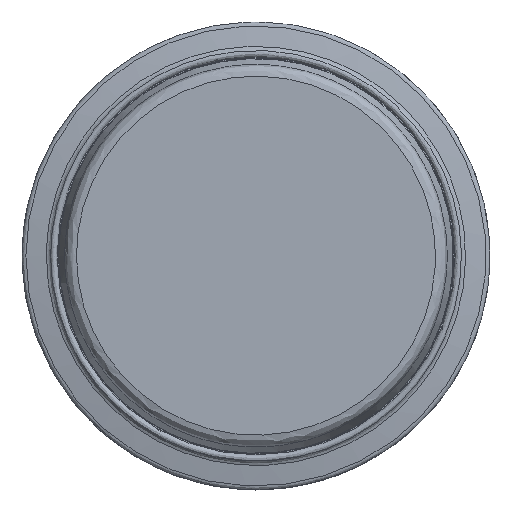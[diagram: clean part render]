
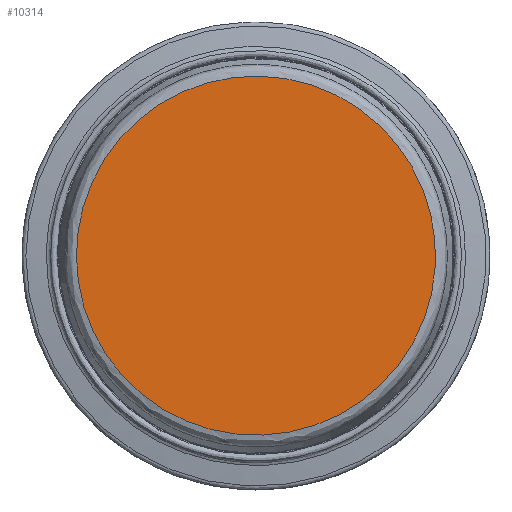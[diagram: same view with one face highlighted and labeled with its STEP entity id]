
A CAD part, top view. The second image highlights one B-rep face of the part: STEP entity #10314.
In plain terms, the highlighted planar face has unit normal (0, 0, 1).
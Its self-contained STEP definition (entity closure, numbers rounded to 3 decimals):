
#3718 = ( BOUNDED_SURFACE() B_SPLINE_SURFACE(2,10,(
    (#3719,#3720,#3721,#3722,#3723,#3724,#3725,#3726,#3727,#3728,#3729
      ,#3730,#3731,#3732,#3733,#3734,#3735,#3736,#3737,#3738)
    ,(#3739,#3740,#3741,#3742,#3743,#3744,#3745,#3746,#3747,#3748,#3749
      ,#3750,#3751,#3752,#3753,#3754,#3755,#3756,#3757,#3758)
    ,(#3759,#3760,#3761,#3762,#3763,#3764,#3765,#3766,#3767,#3768,#3769
      ,#3770,#3771,#3772,#3773,#3774,#3775,#3776,#3777,#3778
)),.UNSPECIFIED.,.F.,.T.,.F.) B_SPLINE_SURFACE_WITH_KNOTS((3,3),(11,9,11
    ),(0.,106.814),(0.,53.407,106.814),
.UNSPECIFIED.) GEOMETRIC_REPRESENTATION_ITEM() RATIONAL_B_SPLINE_SURFACE
((
    (1.,1.,1.,1.,1.,1.
      ,1.,1.,1.,1.,1.,1.,1.,1.,1.,1.,1.,1.,1.,1.)
    ,(0.539,0.539,0.539,0.539
      ,0.539,0.539,0.539,0.539
      ,0.539,0.539,0.539,0.539
      ,0.539,0.539,0.539,0.539
      ,0.539,0.539,0.539,0.539)
    ,(1.,1.,1.,1.,1.,1.
      ,1.,1.,1.,1.,1.,1.,1.,1.,1.,1.,1.,1.,1.,1.
))) REPRESENTATION_ITEM('') SURFACE() );
#3719 = CARTESIAN_POINT('',(-15.345,0.,17.));
#3720 = CARTESIAN_POINT('',(-15.345,-4.751,17.));
#3721 = CARTESIAN_POINT('',(-13.71,-9.574,17.));
#3722 = CARTESIAN_POINT('',(-10.359,-13.793,17.));
#3723 = CARTESIAN_POINT('',(-5.555,-16.666,17.));
#3724 = CARTESIAN_POINT('',(0.004,-17.646,17.));
#3725 = CARTESIAN_POINT('',(5.543,-16.643,17.));
#3726 = CARTESIAN_POINT('',(10.298,-13.801,17.));
#3727 = CARTESIAN_POINT('',(13.662,-9.642,17.));
#3728 = CARTESIAN_POINT('',(15.345,-4.821,17.));
#3729 = CARTESIAN_POINT('',(15.345,4.821,17.));
#3730 = CARTESIAN_POINT('',(13.662,9.642,17.));
#3731 = CARTESIAN_POINT('',(10.298,13.801,17.));
#3732 = CARTESIAN_POINT('',(5.543,16.643,17.));
#3733 = CARTESIAN_POINT('',(0.004,17.646,17.));
#3734 = CARTESIAN_POINT('',(-5.555,16.666,17.));
#3735 = CARTESIAN_POINT('',(-10.359,13.793,17.));
#3736 = CARTESIAN_POINT('',(-13.71,9.574,17.));
#3737 = CARTESIAN_POINT('',(-15.345,4.751,17.));
#3738 = CARTESIAN_POINT('',(-15.345,0.,17.));
#3739 = CARTESIAN_POINT('',(-16.907,0.,17.));
#3740 = CARTESIAN_POINT('',(-16.907,-5.235,17.));
#3741 = CARTESIAN_POINT('',(-15.106,-10.548,17.));
#3742 = CARTESIAN_POINT('',(-11.414,-15.196,17.));
#3743 = CARTESIAN_POINT('',(-6.121,-18.362,17.));
#3744 = CARTESIAN_POINT('',(0.004,-19.441,17.));
#3745 = CARTESIAN_POINT('',(6.107,-18.337,17.));
#3746 = CARTESIAN_POINT('',(11.345,-15.205,17.));
#3747 = CARTESIAN_POINT('',(15.052,-10.623,17.));
#3748 = CARTESIAN_POINT('',(16.907,-5.311,17.));
#3749 = CARTESIAN_POINT('',(16.907,5.311,17.));
#3750 = CARTESIAN_POINT('',(15.052,10.623,17.));
#3751 = CARTESIAN_POINT('',(11.345,15.205,17.));
#3752 = CARTESIAN_POINT('',(6.107,18.337,17.));
#3753 = CARTESIAN_POINT('',(0.004,19.441,17.));
#3754 = CARTESIAN_POINT('',(-6.121,18.362,17.));
#3755 = CARTESIAN_POINT('',(-11.414,15.196,17.));
#3756 = CARTESIAN_POINT('',(-15.106,10.548,17.));
#3757 = CARTESIAN_POINT('',(-16.907,5.235,17.));
#3758 = CARTESIAN_POINT('',(-16.907,0.,17.));
#3759 = CARTESIAN_POINT('',(-16.253,0.,
    15.582));
#3760 = CARTESIAN_POINT('',(-16.253,-5.032,
    15.582));
#3761 = CARTESIAN_POINT('',(-14.522,-10.141,
    15.582));
#3762 = CARTESIAN_POINT('',(-10.973,-14.609,
    15.582));
#3763 = CARTESIAN_POINT('',(-5.884,-17.653,
    15.582));
#3764 = CARTESIAN_POINT('',(0.004,-18.69,
    15.582));
#3765 = CARTESIAN_POINT('',(5.871,-17.628,
    15.582));
#3766 = CARTESIAN_POINT('',(10.907,-14.617,
    15.582));
#3767 = CARTESIAN_POINT('',(14.471,-10.212,
    15.582));
#3768 = CARTESIAN_POINT('',(16.253,-5.106,
    15.582));
#3769 = CARTESIAN_POINT('',(16.253,5.106,
    15.582));
#3770 = CARTESIAN_POINT('',(14.471,10.212,
    15.582));
#3771 = CARTESIAN_POINT('',(10.907,14.617,
    15.582));
#3772 = CARTESIAN_POINT('',(5.871,17.628,
    15.582));
#3773 = CARTESIAN_POINT('',(0.004,18.69,
    15.582));
#3774 = CARTESIAN_POINT('',(-5.884,17.653,
    15.582));
#3775 = CARTESIAN_POINT('',(-10.973,14.609,
    15.582));
#3776 = CARTESIAN_POINT('',(-14.522,10.141,
    15.582));
#3777 = CARTESIAN_POINT('',(-16.253,5.032,
    15.582));
#3778 = CARTESIAN_POINT('',(-16.253,0.,
    15.582));
#7909 = VERTEX_POINT('',#7910);
#7910 = CARTESIAN_POINT('',(-15.345,0.,17.));
#7933 = EDGE_CURVE('',#7909,#7909,#7934,.T.);
#7934 = SURFACE_CURVE('',#7935,(#7956,#7963),.PCURVE_S1.);
#7935 = ( BOUNDED_CURVE() B_SPLINE_CURVE(10,(#7936,#7937,#7938,#7939,
    #7940,#7941,#7942,#7943,#7944,#7945,#7946,#7947,#7948,#7949,#7950,
    #7951,#7952,#7953,#7954,#7955),.UNSPECIFIED.,.T.,.F.) 
B_SPLINE_CURVE_WITH_KNOTS((11,9,11),(0.,53.407,
106.814),.UNSPECIFIED.) CURVE() GEOMETRIC_REPRESENTATION_ITEM() 
RATIONAL_B_SPLINE_CURVE((1.,1.,1.,1.,1.,
    1.,1.,1.,1.,1.,1.,1.,1.,1.,1.,1.,1.,1.,1.,1.
)) REPRESENTATION_ITEM('') );
#7936 = CARTESIAN_POINT('',(-15.345,0.,17.));
#7937 = CARTESIAN_POINT('',(-15.345,-4.751,17.));
#7938 = CARTESIAN_POINT('',(-13.71,-9.574,17.));
#7939 = CARTESIAN_POINT('',(-10.359,-13.793,17.));
#7940 = CARTESIAN_POINT('',(-5.555,-16.666,17.));
#7941 = CARTESIAN_POINT('',(0.004,-17.646,17.));
#7942 = CARTESIAN_POINT('',(5.543,-16.643,17.));
#7943 = CARTESIAN_POINT('',(10.298,-13.801,17.));
#7944 = CARTESIAN_POINT('',(13.662,-9.642,17.));
#7945 = CARTESIAN_POINT('',(15.345,-4.821,17.));
#7946 = CARTESIAN_POINT('',(15.345,4.821,17.));
#7947 = CARTESIAN_POINT('',(13.662,9.642,17.));
#7948 = CARTESIAN_POINT('',(10.298,13.801,17.));
#7949 = CARTESIAN_POINT('',(5.543,16.643,17.));
#7950 = CARTESIAN_POINT('',(0.004,17.646,17.));
#7951 = CARTESIAN_POINT('',(-5.555,16.666,17.));
#7952 = CARTESIAN_POINT('',(-10.359,13.793,17.));
#7953 = CARTESIAN_POINT('',(-13.71,9.574,17.));
#7954 = CARTESIAN_POINT('',(-15.345,4.751,17.));
#7955 = CARTESIAN_POINT('',(-15.345,0.,17.));
#7956 = PCURVE('',#3718,#7957);
#7957 = DEFINITIONAL_REPRESENTATION('',(#7958),#7962);
#7958 = LINE('',#7959,#7960);
#7959 = CARTESIAN_POINT('',(0.,0.));
#7960 = VECTOR('',#7961,1.);
#7961 = DIRECTION('',(0.,1.));
#7962 = ( GEOMETRIC_REPRESENTATION_CONTEXT(2) 
PARAMETRIC_REPRESENTATION_CONTEXT() REPRESENTATION_CONTEXT('2D SPACE',''
  ) );
#7963 = PCURVE('',#7964,#7969);
#7964 = PLANE('',#7965);
#7965 = AXIS2_PLACEMENT_3D('',#7966,#7967,#7968);
#7966 = CARTESIAN_POINT('',(0.,0.,17.));
#7967 = DIRECTION('',(0.,0.,1.));
#7968 = DIRECTION('',(-1.,0.,0.));
#7969 = DEFINITIONAL_REPRESENTATION('',(#7970),#7991);
#7970 = ( BOUNDED_CURVE() B_SPLINE_CURVE(10,(#7971,#7972,#7973,#7974,
    #7975,#7976,#7977,#7978,#7979,#7980,#7981,#7982,#7983,#7984,#7985,
    #7986,#7987,#7988,#7989,#7990),.UNSPECIFIED.,.F.,.F.) 
B_SPLINE_CURVE_WITH_KNOTS((11,9,11),(0.,53.407,
106.814),.UNSPECIFIED.) CURVE() GEOMETRIC_REPRESENTATION_ITEM() 
RATIONAL_B_SPLINE_CURVE((1.,1.,1.,1.,1.,
    1.,1.,1.,1.,1.,1.,1.,1.,1.,1.,1.,1.,1.,1.,1.
)) REPRESENTATION_ITEM('') );
#7971 = CARTESIAN_POINT('',(15.345,0.));
#7972 = CARTESIAN_POINT('',(15.345,4.751));
#7973 = CARTESIAN_POINT('',(13.71,9.574));
#7974 = CARTESIAN_POINT('',(10.359,13.793));
#7975 = CARTESIAN_POINT('',(5.555,16.666));
#7976 = CARTESIAN_POINT('',(-0.004,17.646));
#7977 = CARTESIAN_POINT('',(-5.543,16.643));
#7978 = CARTESIAN_POINT('',(-10.298,13.801));
#7979 = CARTESIAN_POINT('',(-13.662,9.642));
#7980 = CARTESIAN_POINT('',(-15.345,4.821));
#7981 = CARTESIAN_POINT('',(-15.345,-4.821));
#7982 = CARTESIAN_POINT('',(-13.662,-9.642));
#7983 = CARTESIAN_POINT('',(-10.298,-13.801));
#7984 = CARTESIAN_POINT('',(-5.543,-16.643));
#7985 = CARTESIAN_POINT('',(-0.004,-17.646));
#7986 = CARTESIAN_POINT('',(5.555,-16.666));
#7987 = CARTESIAN_POINT('',(10.359,-13.793));
#7988 = CARTESIAN_POINT('',(13.71,-9.574));
#7989 = CARTESIAN_POINT('',(15.345,-4.751));
#7990 = CARTESIAN_POINT('',(15.345,0.));
#7991 = ( GEOMETRIC_REPRESENTATION_CONTEXT(2) 
PARAMETRIC_REPRESENTATION_CONTEXT() REPRESENTATION_CONTEXT('2D SPACE',''
  ) );
#10314 = ADVANCED_FACE('',(#10315),#7964,.T.);
#10315 = FACE_BOUND('',#10316,.T.);
#10316 = EDGE_LOOP('',(#10317));
#10317 = ORIENTED_EDGE('',*,*,#7933,.T.);
